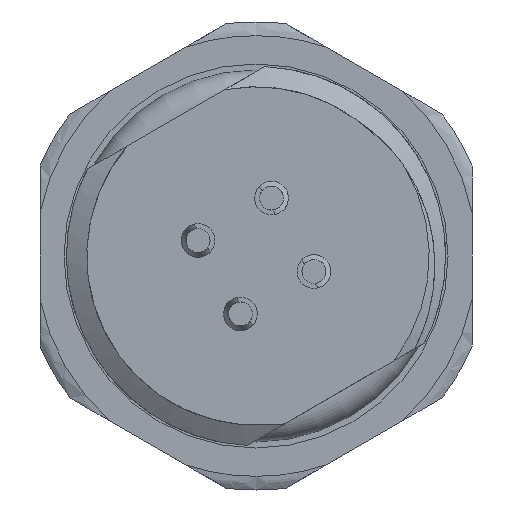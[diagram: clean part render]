
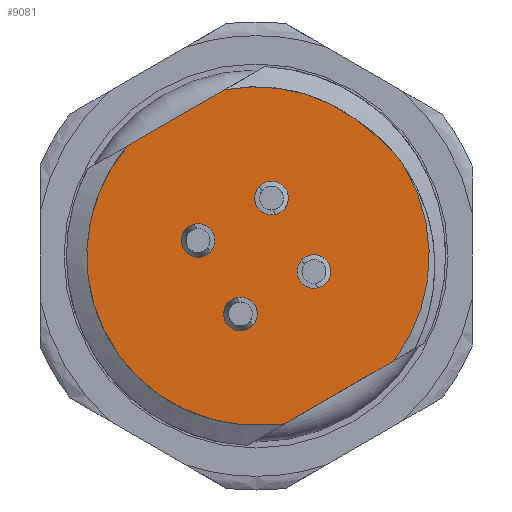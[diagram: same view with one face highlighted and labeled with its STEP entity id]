
A CAD part, front view. The second image highlights one B-rep face of the part: STEP entity #9081.
In plain terms, the highlighted planar face has unit normal (0, -1, 0).
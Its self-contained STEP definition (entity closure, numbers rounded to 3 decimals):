
#1863=DIRECTION('',(-0.866,0.,-0.5));
#1864=VECTOR('',#1863,4.682);
#1865=CARTESIAN_POINT('',(-1.298,-8.,6.93));
#1866=LINE('',#1865,#1864);
#1871=CARTESIAN_POINT('',(0.385,-8.,
-7.04));
#1894=CARTESIAN_POINT('',(0.,-8.,0.));
#1895=DIRECTION('',(0.,1.,0.));
#1896=DIRECTION('',(-0.184,0.,0.983));
#1897=AXIS2_PLACEMENT_3D('',#1894,#1895,#1896);
#1899=CARTESIAN_POINT('',(0.,-8.,0.));
#1900=DIRECTION('',(0.,1.,0.));
#1901=DIRECTION('',(0.858,0.,0.514));
#1902=AXIS2_PLACEMENT_3D('',#1899,#1900,#1901);
#1904=CARTESIAN_POINT('',(0.,-8.,0.));
#1905=DIRECTION('',(0.,1.,0.));
#1906=DIRECTION('',(0.055,0.,-0.999));
#1907=AXIS2_PLACEMENT_3D('',#1904,#1905,#1906);
#1909=CARTESIAN_POINT('',(-2.415,-8.,0.647));
#1910=DIRECTION('',(0.,-1.,0.));
#1911=DIRECTION('',(-0.966,0.,0.259));
#1912=AXIS2_PLACEMENT_3D('',#1909,#1910,#1911);
#1914=CARTESIAN_POINT('',(-2.415,-8.,0.647));
#1915=DIRECTION('',(0.,-1.,0.));
#1916=DIRECTION('',(0.966,0.,-0.259));
#1917=AXIS2_PLACEMENT_3D('',#1914,#1915,#1916);
#1919=CARTESIAN_POINT('',(-0.648,-8.,-2.415));
#1920=DIRECTION('',(0.,-1.,0.));
#1921=DIRECTION('',(-0.966,0.,0.259));
#1922=AXIS2_PLACEMENT_3D('',#1919,#1920,#1921);
#1924=CARTESIAN_POINT('',(-0.648,-8.,-2.415));
#1925=DIRECTION('',(0.,-1.,0.));
#1926=DIRECTION('',(0.966,0.,-0.259));
#1927=AXIS2_PLACEMENT_3D('',#1924,#1925,#1926);
#1929=CARTESIAN_POINT('',(2.415,-8.,-0.647));
#1930=DIRECTION('',(0.,-1.,0.));
#1931=DIRECTION('',(0.966,0.,-0.259));
#1932=AXIS2_PLACEMENT_3D('',#1929,#1930,#1931);
#1934=CARTESIAN_POINT('',(2.415,-8.,-0.647));
#1935=DIRECTION('',(0.,-1.,0.));
#1936=DIRECTION('',(-0.966,0.,0.259));
#1937=AXIS2_PLACEMENT_3D('',#1934,#1935,#1936);
#1939=CARTESIAN_POINT('',(0.648,-8.,2.415));
#1940=DIRECTION('',(0.,-1.,0.));
#1941=DIRECTION('',(0.966,0.,-0.259));
#1942=AXIS2_PLACEMENT_3D('',#1939,#1940,#1941);
#1944=CARTESIAN_POINT('',(0.648,-8.,2.415));
#1945=DIRECTION('',(0.,-1.,0.));
#1946=DIRECTION('',(-0.966,0.,0.259));
#1947=AXIS2_PLACEMENT_3D('',#1944,#1945,#1946);
#2289=DIRECTION('',(0.866,0.,0.5));
#2290=VECTOR('',#2289,5.284);
#2291=CARTESIAN_POINT('',(1.18,-8.,
-6.998));
#2292=LINE('',#2291,#2290);
#2298=CARTESIAN_POINT('',(5.755,-8.,-4.356));
#2315=CARTESIAN_POINT('',(6.193,-8.,3.707));
#2316=CARTESIAN_POINT('',(6.122,-8.,3.812));
#2317=CARTESIAN_POINT('',(5.551,-8.,4.606));
#2318=CARTESIAN_POINT('',(4.828,-8.,5.269));
#2319=CARTESIAN_POINT('',(4.126,-8.,5.717));
#2985=CARTESIAN_POINT('',(0.385,-8.,
-7.04));
#2986=CARTESIAN_POINT('',(0.473,-8.,
-7.04));
#2987=CARTESIAN_POINT('',(0.649,-8.,
-7.037));
#2988=CARTESIAN_POINT('',(0.915,-8.,
-7.023));
#2989=CARTESIAN_POINT('',(1.091,-8.,
-7.007));
#2990=CARTESIAN_POINT('',(1.18,-8.,
-6.998));
#2992=CARTESIAN_POINT('',(1.18,-8.,
-6.998));
#7313=CARTESIAN_POINT('',(-5.352,-8.,4.589));
#7315=VERTEX_POINT('',#7313);
#7359=CARTESIAN_POINT('',(-1.298,-8.,6.93));
#7360=VERTEX_POINT('',#7359);
#7387=CARTESIAN_POINT('',(4.126,-8.,5.717));
#7388=VERTEX_POINT('',#7387);
#7404=VERTEX_POINT('',#1871);
#7407=VERTEX_POINT('',#2298);
#7431=VERTEX_POINT('',#2992);
#7432=CARTESIAN_POINT('',(6.193,-8.,3.707));
#7433=VERTEX_POINT('',#7432);
#7460=CARTESIAN_POINT('',(1.324,-8.,2.234));
#7461=VERTEX_POINT('',#7460);
#7464=CARTESIAN_POINT('',(-0.028,-8.,2.596));
#7465=VERTEX_POINT('',#7464);
#7478=CARTESIAN_POINT('',(3.091,-8.,-0.828));
#7479=VERTEX_POINT('',#7478);
#7482=CARTESIAN_POINT('',(1.739,-8.,-0.466));
#7483=VERTEX_POINT('',#7482);
#7496=CARTESIAN_POINT('',(-1.324,-8.,-2.234));
#7497=VERTEX_POINT('',#7496);
#7500=CARTESIAN_POINT('',(0.028,-8.,-2.596));
#7501=VERTEX_POINT('',#7500);
#7514=CARTESIAN_POINT('',(-3.091,-8.,0.828));
#7515=VERTEX_POINT('',#7514);
#7518=CARTESIAN_POINT('',(-1.739,-8.,0.466));
#7519=VERTEX_POINT('',#7518);
#9038=CARTESIAN_POINT('',(0.,-8.,0.));
#9039=DIRECTION('',(0.,-1.,0.));
#9040=DIRECTION('',(0.866,0.,0.5));
#9041=AXIS2_PLACEMENT_3D('',#9038,#9039,#9040);
#9042=PLANE('',#9041);
#9043=ORIENTED_EDGE('',*,*,#9018,.F.);
#9045=ORIENTED_EDGE('',*,*,#9044,.T.);
#9047=ORIENTED_EDGE('',*,*,#9046,.F.);
#9049=ORIENTED_EDGE('',*,*,#9048,.T.);
#9051=ORIENTED_EDGE('',*,*,#9050,.F.);
#9053=ORIENTED_EDGE('',*,*,#9052,.F.);
#9054=ORIENTED_EDGE('',*,*,#9029,.T.);
#9055=EDGE_LOOP('',(#9043,#9045,#9047,#9049,#9051,#9053,#9054));
#9056=FACE_OUTER_BOUND('',#9055,.F.);
#9058=ORIENTED_EDGE('',*,*,#9057,.T.);
#9060=ORIENTED_EDGE('',*,*,#9059,.T.);
#9061=EDGE_LOOP('',(#9058,#9060));
#9062=FACE_BOUND('',#9061,.F.);
#9064=ORIENTED_EDGE('',*,*,#9063,.T.);
#9066=ORIENTED_EDGE('',*,*,#9065,.T.);
#9067=EDGE_LOOP('',(#9064,#9066));
#9068=FACE_BOUND('',#9067,.F.);
#9070=ORIENTED_EDGE('',*,*,#9069,.T.);
#9072=ORIENTED_EDGE('',*,*,#9071,.T.);
#9073=EDGE_LOOP('',(#9070,#9072));
#9074=FACE_BOUND('',#9073,.F.);
#9076=ORIENTED_EDGE('',*,*,#9075,.T.);
#9078=ORIENTED_EDGE('',*,*,#9077,.T.);
#9079=EDGE_LOOP('',(#9076,#9078));
#9080=FACE_BOUND('',#9079,.F.);
#9081=ADVANCED_FACE('',(#9056,#9062,#9068,#9074,#9080),#9042,.T.);
#1898=CIRCLE('',#1897,7.05);
#1903=CIRCLE('',#1902,7.218);
#1908=CIRCLE('',#1907,7.05);
#1913=CIRCLE('',#1912,0.7);
#1918=CIRCLE('',#1917,0.7);
#1923=CIRCLE('',#1922,0.7);
#1928=CIRCLE('',#1927,0.7);
#1933=CIRCLE('',#1932,0.7);
#1938=CIRCLE('',#1937,0.7);
#1943=CIRCLE('',#1942,0.7);
#1948=CIRCLE('',#1947,0.7);
#2320=B_SPLINE_CURVE_WITH_KNOTS('',3,(#2315,#2316,#2317,#2318,#2319),
.UNSPECIFIED.,.F.,.F.,(4,1,4),(0.,0.129,1.),.UNSPECIFIED.);
#2991=B_SPLINE_CURVE_WITH_KNOTS('',3,(#2985,#2986,#2987,#2988,#2989,#2990),
.UNSPECIFIED.,.F.,.F.,(4,1,1,4),(0.,0.333,0.667,1.),
.UNSPECIFIED.);
#9018=EDGE_CURVE('',#7360,#7315,#1866,.T.);
#9029=EDGE_CURVE('',#7404,#7315,#1908,.T.);
#9044=EDGE_CURVE('',#7360,#7388,#1898,.T.);
#9046=EDGE_CURVE('',#7433,#7388,#2320,.T.);
#9048=EDGE_CURVE('',#7433,#7407,#1903,.T.);
#9050=EDGE_CURVE('',#7431,#7407,#2292,.T.);
#9052=EDGE_CURVE('',#7404,#7431,#2991,.T.);
#9057=EDGE_CURVE('',#7515,#7519,#1913,.T.);
#9059=EDGE_CURVE('',#7519,#7515,#1918,.T.);
#9063=EDGE_CURVE('',#7497,#7501,#1923,.T.);
#9065=EDGE_CURVE('',#7501,#7497,#1928,.T.);
#9069=EDGE_CURVE('',#7479,#7483,#1933,.T.);
#9071=EDGE_CURVE('',#7483,#7479,#1938,.T.);
#9075=EDGE_CURVE('',#7461,#7465,#1943,.T.);
#9077=EDGE_CURVE('',#7465,#7461,#1948,.T.);
